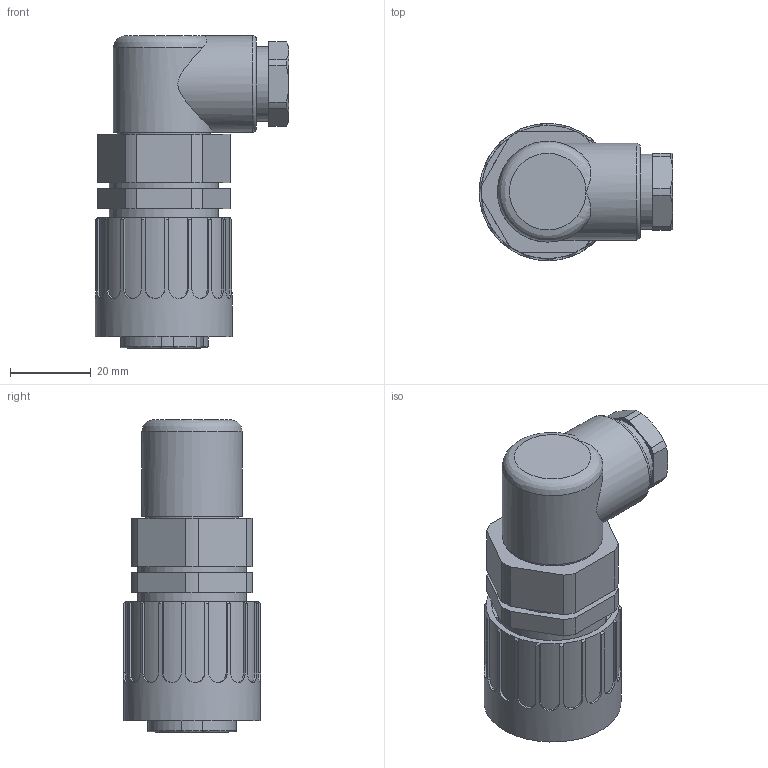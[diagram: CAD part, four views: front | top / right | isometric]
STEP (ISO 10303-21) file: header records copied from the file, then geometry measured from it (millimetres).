
FILE_DESCRIPTION(/* description */ (''),/* implementation_level */ '2;1');
FILE_NAME(/* name */ 'C016_10F017_002_1.stp',/* time_stamp */ '2016-05-13T08:23:06+02:00',/* author */ (''),/* organization */ (''),/* preprocessor_version */ 'ST-DEVELOPER v15',/* originating_system */ 'SIEMENS PLM Software NX 9.0',/* authorisation */ '');
FILE_SCHEMA (('CONFIG_CONTROL_DESIGN'));
Length unit declared in the file: millimetre
Products named in the file (1): c3d-c016 10f017 002 1nxm001-01
Bounding box: 48 x 34 x 77.6 mm (x, y, z)
Volume: 207.1 mm3; surface area: 28915.9 mm2
Topology: 2 solids, 6 shells, 1032 faces, 2915 edges, 1852 vertices
Faces by surface type: plane 633, cylinder 287, cone 76, bspline 19, extrusion 13, torus 4
Full cylindrical faces by diameter (mm): 10 x1, 11 x1, 11.5 x1, 13.5 x1, 14.5 x1, 15 x1, 18 x1, 18.2 x2, 18.6 x1, 22 x2, 22.7 x2, 23 x1, 23.1 x1, 24 x2, 25 x2, 27 x2, 30.2 x1, 34 x1
Entity records: 35411 total; most frequent: CARTESIAN_POINT 8403, ORIENTED_EDGE 5706, DIRECTION 5704, EDGE_CURVE 2853, AXIS2_PLACEMENT_3D 2163, VERTEX_POINT 1835, VECTOR 1378, LINE 1365
